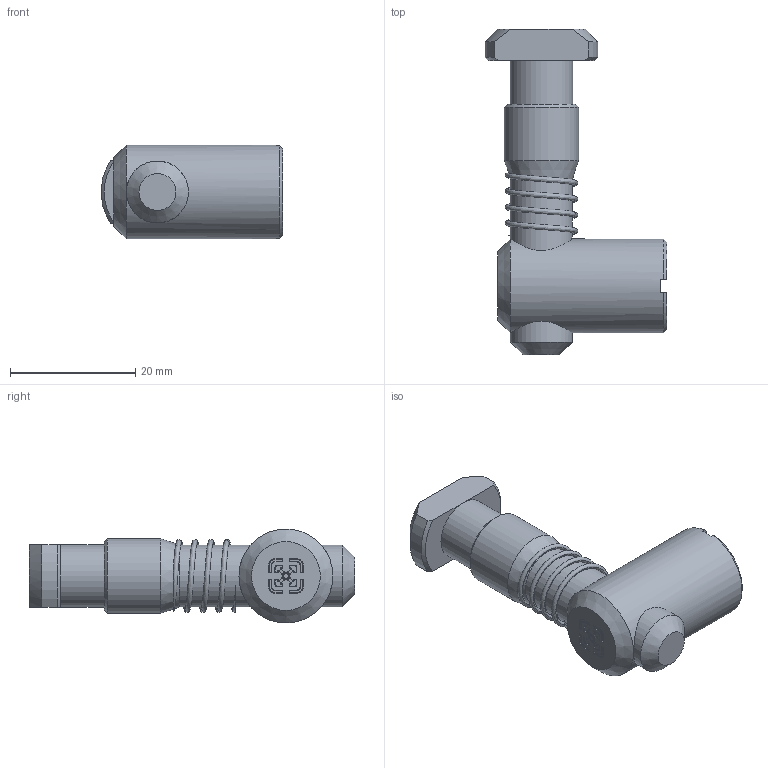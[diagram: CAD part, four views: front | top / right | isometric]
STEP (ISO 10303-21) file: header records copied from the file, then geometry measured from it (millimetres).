
FILE_DESCRIPTION(/* description */ ('Connessione con fresatura assiale'),/* implementation_level */ '2;1');
FILE_NAME(/* name */ 'PCE40-02.stp',/* time_stamp */ '2021-02-19T08:14:53+01:00',/* author */ ('omnitec'),/* organization */ ('Microsoft'),/* preprocessor_version */ 'ST-DEVELOPER v18.1',/* originating_system */ 'Autodesk Inventor 2021',/* authorisation */ '');
FILE_SCHEMA (('AUTOMOTIVE_DESIGN { 1 0 10303 214 3 1 1 }'));
Length unit declared in the file: millimetre
Products named in the file (1): PCE40-02
Bounding box: 28.97 x 52 x 15 mm (x, y, z)
Volume: 4640.7 mm3; surface area: 4711.4 mm2
Topology: 2 solids, 4 shells, 148 faces, 408 edges, 267 vertices
Faces by surface type: plane 96, cone 42, cylinder 8, bspline 2
Full cylindrical faces by diameter (mm): 8.5 x1, 9.9 x2, 10 x1, 11.9 x1, 15 x1
Entity records: 6442 total; most frequent: CARTESIAN_POINT 2614, ORIENTED_EDGE 791, DIRECTION 767, EDGE_CURVE 407, LINE 281, VECTOR 281, VERTEX_POINT 267, AXIS2_PLACEMENT_3D 243
